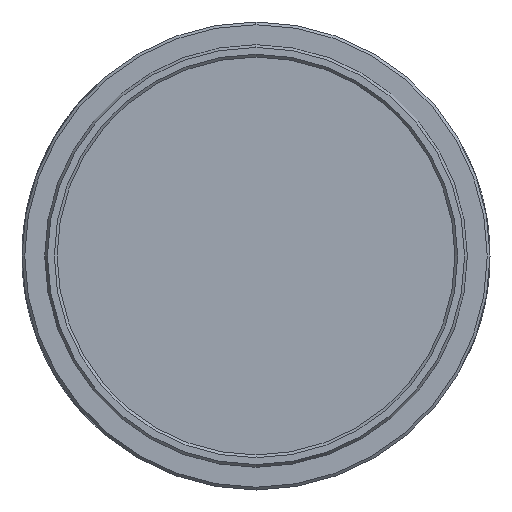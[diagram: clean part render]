
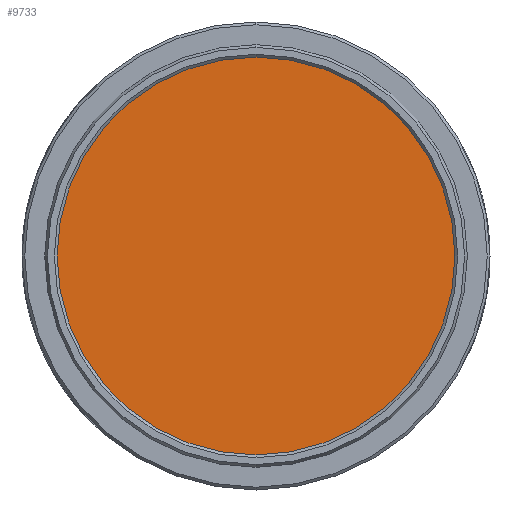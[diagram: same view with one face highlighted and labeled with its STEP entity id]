
A CAD part, left-side view. The second image highlights one B-rep face of the part: STEP entity #9733.
In plain terms, the highlighted planar face has unit normal (-1, 0, 0).
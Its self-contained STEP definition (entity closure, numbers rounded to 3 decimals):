
#843 = AXIS2_PLACEMENT_3D ( 'NONE', #11711, #11776, #13114 ) ;
#1235 = CARTESIAN_POINT ( 'NONE',  ( 3.242, 22.521, 37.602 ) ) ;
#1584 = EDGE_CURVE ( 'NONE', #13043, #16121, #4275, .T. ) ;
#1890 = CARTESIAN_POINT ( 'NONE',  ( 3.242, 22.521, 56.452 ) ) ;
#2513 = PLANE ( 'NONE',  #843 ) ;
#3390 = CIRCLE ( 'NONE', #3717, 18.85 ) ;
#3696 = DIRECTION ( 'NONE',  ( 0., 0., -1. ) ) ;
#3717 = AXIS2_PLACEMENT_3D ( 'NONE', #7679, #10266, #3696 ) ;
#4275 = CIRCLE ( 'NONE', #6345, 18.85 ) ;
#4292 = CARTESIAN_POINT ( 'NONE',  ( 3.242, 22.521, 18.752 ) ) ;
#4304 = ORIENTED_EDGE ( 'NONE', *, *, #1584, .T. ) ;
#5240 = DIRECTION ( 'NONE',  ( -1., 0., 0. ) ) ;
#6322 = DIRECTION ( 'NONE',  ( 0., 0., -1. ) ) ;
#6345 = AXIS2_PLACEMENT_3D ( 'NONE', #1235, #5240, #6322 ) ;
#6612 = EDGE_CURVE ( 'NONE', #16121, #13043, #3390, .T. ) ;
#7679 = CARTESIAN_POINT ( 'NONE',  ( 3.242, 22.521, 37.602 ) ) ;
#9733 = ADVANCED_FACE ( 'NONE', ( #11962 ), #2513, .F. ) ;
#10266 = DIRECTION ( 'NONE',  ( -1., 0., 0. ) ) ;
#11711 = CARTESIAN_POINT ( 'NONE',  ( 3.242, 22.521, 37.602 ) ) ;
#11776 = DIRECTION ( 'NONE',  ( 1., 0., 0. ) ) ;
#11962 = FACE_OUTER_BOUND ( 'NONE', #12604, .T. ) ;
#12604 = EDGE_LOOP ( 'NONE', ( #4304, #16217 ) ) ;
#13043 = VERTEX_POINT ( 'NONE', #4292 ) ;
#13114 = DIRECTION ( 'NONE',  ( 0., 0., -1. ) ) ;
#16121 = VERTEX_POINT ( 'NONE', #1890 ) ;
#16217 = ORIENTED_EDGE ( 'NONE', *, *, #6612, .T. ) ;
